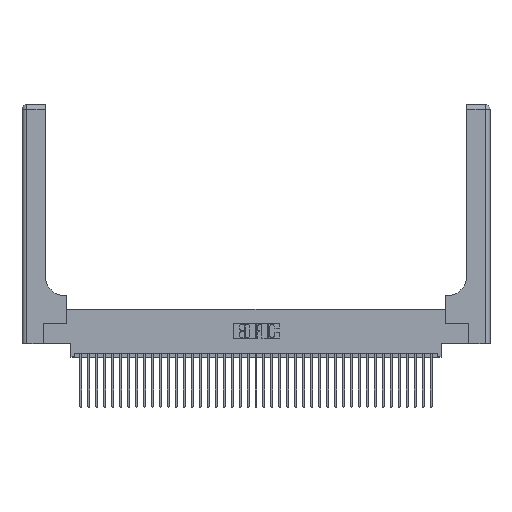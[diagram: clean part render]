
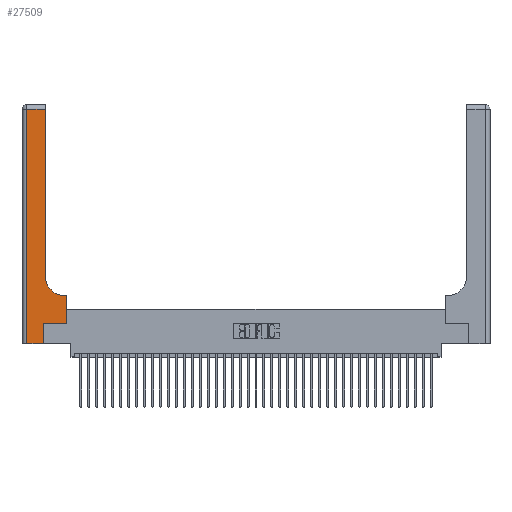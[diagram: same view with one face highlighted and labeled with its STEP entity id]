
A CAD part, top view. The second image highlights one B-rep face of the part: STEP entity #27509.
In plain terms, the highlighted planar face has unit normal (0, 0, 1).
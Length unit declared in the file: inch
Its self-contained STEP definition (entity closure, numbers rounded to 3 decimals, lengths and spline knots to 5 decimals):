
#24 = CARTESIAN_POINT ( 'NONE',  ( 0.2915, 0.85, 0.37 ) ) ;
#330 = DIRECTION ( 'NONE',  ( 0., -1., 0. ) ) ;
#1002 = VERTEX_POINT ( 'NONE', #4480 ) ;
#1743 = EDGE_CURVE ( 'NONE', #4017, #3895, #6941, .T. ) ;
#2131 = DIRECTION ( 'NONE',  ( -1., 0., 0. ) ) ;
#3108 = LINE ( 'NONE', #26620, #30843 ) ;
#3347 = DIRECTION ( 'NONE',  ( 0., 0., -1. ) ) ;
#3533 = VECTOR ( 'NONE', #40022, 39.37008 ) ;
#3709 = AXIS2_PLACEMENT_3D ( 'NONE', #12900, #3347, #16135 ) ;
#3869 = ORIENTED_EDGE ( 'NONE', *, *, #17318, .T. ) ;
#3895 = VERTEX_POINT ( 'NONE', #24006 ) ;
#4017 = VERTEX_POINT ( 'NONE', #6814 ) ;
#4279 = LINE ( 'NONE', #10194, #37338 ) ;
#4446 = CARTESIAN_POINT ( 'NONE',  ( 0.269, 0., 0.37 ) ) ;
#4480 = CARTESIAN_POINT ( 'NONE',  ( 0.5585, 0.25, 0.37 ) ) ;
#4720 = DIRECTION ( 'NONE',  ( -1., 0., 0. ) ) ;
#4919 = CARTESIAN_POINT ( 'NONE',  ( 0.5415, 0.6, 0.37 ) ) ;
#5393 = CARTESIAN_POINT ( 'NONE',  ( 0., 3., 0.37 ) ) ;
#5786 = ORIENTED_EDGE ( 'NONE', *, *, #25414, .T. ) ;
#6141 = ORIENTED_EDGE ( 'NONE', *, *, #19513, .T. ) ;
#6814 = CARTESIAN_POINT ( 'NONE',  ( 0.06, 0., 0.37 ) ) ;
#6873 = LINE ( 'NONE', #37714, #30189 ) ;
#6941 = LINE ( 'NONE', #32730, #12302 ) ;
#8036 = DIRECTION ( 'NONE',  ( 1., 0., 0. ) ) ;
#8411 = DIRECTION ( 'NONE',  ( 0., 0., -1. ) ) ;
#9158 = VECTOR ( 'NONE', #10458, 39.37008 ) ;
#10023 = FACE_OUTER_BOUND ( 'NONE', #12820, .T. ) ;
#10194 = CARTESIAN_POINT ( 'NONE',  ( 0.269, 0.25, 0.37 ) ) ;
#10286 = VECTOR ( 'NONE', #12623, 39.37008 ) ;
#10458 = DIRECTION ( 'NONE',  ( 0., 1., 0. ) ) ;
#11589 = LINE ( 'NONE', #4446, #9158 ) ;
#12051 = CARTESIAN_POINT ( 'NONE',  ( 0.2915, 3., 0.37 ) ) ;
#12302 = VECTOR ( 'NONE', #8036, 39.37008 ) ;
#12623 = DIRECTION ( 'NONE',  ( 0., 1., 0. ) ) ;
#12820 = EDGE_LOOP ( 'NONE', ( #32027, #19826, #14954, #34562, #5786, #3869, #17627, #6141, #28584 ) ) ;
#12900 = CARTESIAN_POINT ( 'NONE',  ( 0.5415, 0.85, 0.37 ) ) ;
#13232 = CARTESIAN_POINT ( 'NONE',  ( 0.06, 2.94, 0.37 ) ) ;
#13385 = EDGE_CURVE ( 'NONE', #28824, #34807, #6873, .T. ) ;
#14525 = CIRCLE ( 'NONE', #3709, 0.25 ) ;
#14954 = ORIENTED_EDGE ( 'NONE', *, *, #30885, .T. ) ;
#15995 = DIRECTION ( 'NONE',  ( -1., 0., 0. ) ) ;
#16135 = DIRECTION ( 'NONE',  ( 1., 0., 0. ) ) ;
#17318 = EDGE_CURVE ( 'NONE', #33374, #1002, #4279, .T. ) ;
#17627 = ORIENTED_EDGE ( 'NONE', *, *, #21544, .T. ) ;
#18320 = VECTOR ( 'NONE', #330, 39.37008 ) ;
#19513 = EDGE_CURVE ( 'NONE', #36282, #36770, #3108, .T. ) ;
#19826 = ORIENTED_EDGE ( 'NONE', *, *, #13385, .T. ) ;
#21544 = EDGE_CURVE ( 'NONE', #1002, #36282, #36490, .T. ) ;
#23442 = CARTESIAN_POINT ( 'NONE',  ( 0.5585, 0.6, 0.37 ) ) ;
#24006 = CARTESIAN_POINT ( 'NONE',  ( 0.269, 0., 0.37 ) ) ;
#25292 = EDGE_CURVE ( 'NONE', #36770, #39458, #14525, .T. ) ;
#25414 = EDGE_CURVE ( 'NONE', #3895, #33374, #11589, .T. ) ;
#26620 = CARTESIAN_POINT ( 'NONE',  ( 0.2915, 0.6, 0.37 ) ) ;
#27509 = ADVANCED_FACE ( 'NONE', ( #10023 ), #29855, .F. ) ;
#28584 = ORIENTED_EDGE ( 'NONE', *, *, #25292, .T. ) ;
#28824 = VERTEX_POINT ( 'NONE', #31056 ) ;
#29855 = PLANE ( 'NONE',  #33184 ) ;
#29947 = LINE ( 'NONE', #31065, #18320 ) ;
#30189 = VECTOR ( 'NONE', #15995, 39.37008 ) ;
#30776 = LINE ( 'NONE', #12051, #3533 ) ;
#30843 = VECTOR ( 'NONE', #4720, 39.37008 ) ;
#30885 = EDGE_CURVE ( 'NONE', #34807, #4017, #29947, .T. ) ;
#31056 = CARTESIAN_POINT ( 'NONE',  ( 0.2915, 2.94, 0.37 ) ) ;
#31065 = CARTESIAN_POINT ( 'NONE',  ( 0.06, 3., 0.37 ) ) ;
#32027 = ORIENTED_EDGE ( 'NONE', *, *, #33312, .T. ) ;
#32730 = CARTESIAN_POINT ( 'NONE',  ( 0., 0., 0.37 ) ) ;
#32835 = DIRECTION ( 'NONE',  ( 1., 0., 0. ) ) ;
#33184 = AXIS2_PLACEMENT_3D ( 'NONE', #5393, #8411, #2131 ) ;
#33312 = EDGE_CURVE ( 'NONE', #39458, #28824, #30776, .T. ) ;
#33374 = VERTEX_POINT ( 'NONE', #36615 ) ;
#34562 = ORIENTED_EDGE ( 'NONE', *, *, #1743, .T. ) ;
#34807 = VERTEX_POINT ( 'NONE', #13232 ) ;
#36282 = VERTEX_POINT ( 'NONE', #23442 ) ;
#36490 = LINE ( 'NONE', #39497, #10286 ) ;
#36615 = CARTESIAN_POINT ( 'NONE',  ( 0.269, 0.25, 0.37 ) ) ;
#36770 = VERTEX_POINT ( 'NONE', #4919 ) ;
#37338 = VECTOR ( 'NONE', #32835, 39.37008 ) ;
#37714 = CARTESIAN_POINT ( 'NONE',  ( 0., 2.94, 0.37 ) ) ;
#39458 = VERTEX_POINT ( 'NONE', #24 ) ;
#39497 = CARTESIAN_POINT ( 'NONE',  ( 0.5585, 0.25, 0.37 ) ) ;
#40022 = DIRECTION ( 'NONE',  ( 0., 1., 0. ) ) ;
